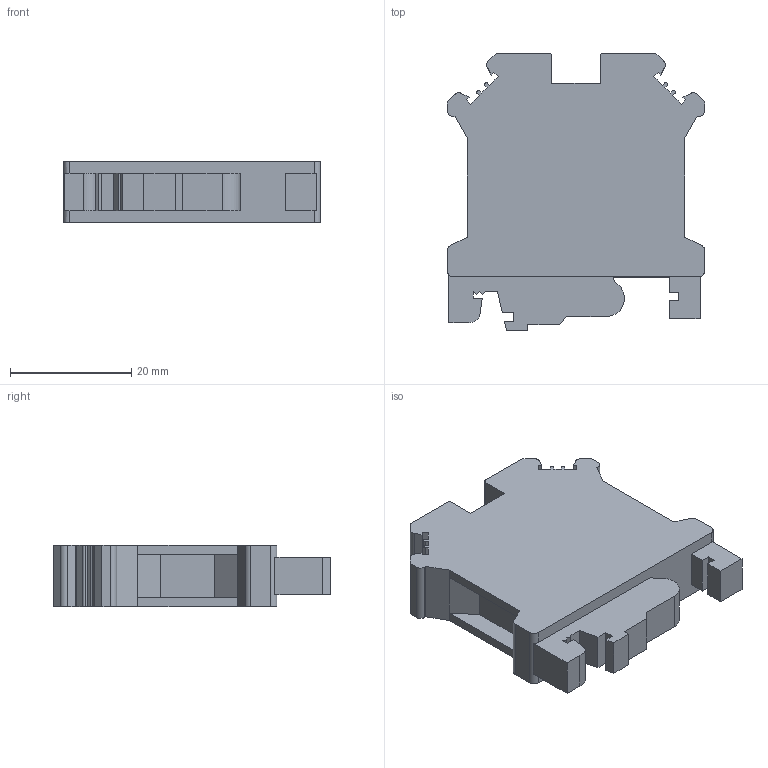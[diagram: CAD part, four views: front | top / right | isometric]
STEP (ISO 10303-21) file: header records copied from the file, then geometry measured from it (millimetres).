
FILE_DESCRIPTION((''),'2;1');
FILE_NAME('UKJ-10JDEE','2020-08-06T',('Administrator'),(''),'PRO/ENGINEER BY PARAMETRIC TECHNOLOGY CORPORATION, 2013230','PRO/ENGINEER BY PARAMETRIC TECHNOLOGY CORPORATION, 2013230','');
FILE_SCHEMA(('CONFIG_CONTROL_DESIGN'));
Length unit declared in the file: millimetre
Products named in the file (1): UKJ-10JDEE
Bounding box: 42.5 x 45.91 x 10.2 mm (x, y, z)
Volume: 13942 mm3; surface area: 5548 mm2
Topology: 1 solids, 1 shells, 119 faces, 337 edges, 222 vertices
Faces by surface type: plane 97, cylinder 22
Entity records: 3879 total; most frequent: CARTESIAN_POINT 738, ORIENTED_EDGE 674, DIRECTION 601, EDGE_CURVE 337, VECTOR 287, LINE 287, VERTEX_POINT 222, AXIS2_PLACEMENT_3D 157
